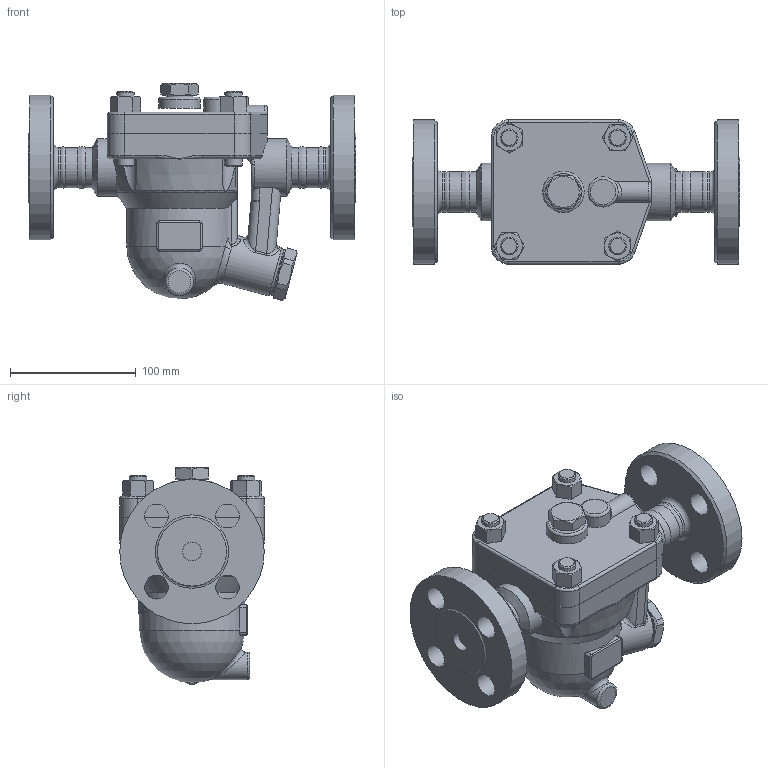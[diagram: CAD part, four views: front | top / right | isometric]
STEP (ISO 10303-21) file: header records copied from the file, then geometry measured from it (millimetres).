
FILE_DESCRIPTION((''),'2;1');
FILE_NAME('j5slp-015-jis40-00.stp','2010-08-23T09:27:50',('nakaot'),(''),'Autodesk Inventor 2008','Autodesk Inventor 2008','');
FILE_SCHEMA(('AUTOMOTIVE_DESIGN { 1 0 10303 214 1 1 1 1 }'));
Length unit declared in the file: millimetre
Products named in the file (1): j5slp-015-jis40-00
Bounding box: 261 x 115 x 173.12 mm (x, y, z)
Volume: 1779134.8 mm3; surface area: 179236.8 mm2
Topology: 2 solids, 3 shells, 354 faces, 857 edges, 539 vertices
Faces by surface type: plane 117, cylinder 90, bspline 78, cone 50, torus 18, sphere 1
Full cylindrical faces by diameter (mm): 14 x12, 15 x1, 19 x4, 21 x1, 22 x1, 24 x1, 32 x4, 33 x1, 38 x1, 40 x1, 46 x2, 80 x1, 115 x1
Entity records: 20707 total; most frequent: CARTESIAN_POINT 13333, ORIENTED_EDGE 1524, DIRECTION 1404, EDGE_CURVE 762, AXIS2_PLACEMENT_3D 592, VERTEX_POINT 516, EDGE_LOOP 482, FACE_OUTER_BOUND 352
